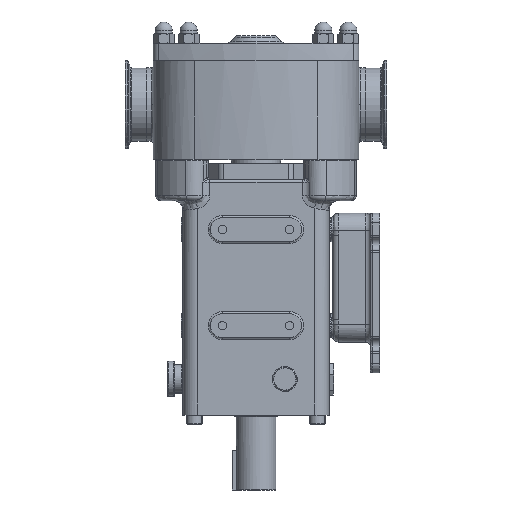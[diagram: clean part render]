
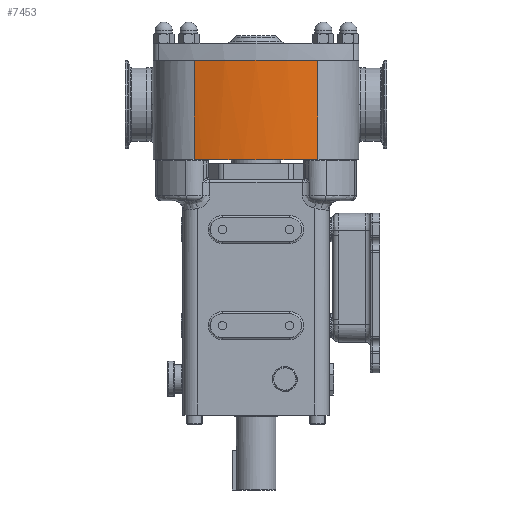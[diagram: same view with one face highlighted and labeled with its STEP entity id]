
A CAD part, left-side view. The second image highlights one B-rep face of the part: STEP entity #7453.
In plain terms, the highlighted cylindrical face has radius 231 mm (diameter 462 mm), a partial arc.
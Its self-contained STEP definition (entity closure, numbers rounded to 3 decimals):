
#228 = CARTESIAN_POINT ( 'NONE',  ( -140.823, 64.465, -57. ) ) ;
#353 = ORIENTED_EDGE ( 'NONE', *, *, #7651, .T. ) ;
#591 = AXIS2_PLACEMENT_3D ( 'NONE', #7431, #6020, #23696 ) ;
#902 = VECTOR ( 'NONE', #10897, 1000. ) ;
#1329 = AXIS2_PLACEMENT_3D ( 'NONE', #1345, #29064, #13378 ) ;
#1345 = CARTESIAN_POINT ( 'NONE',  ( 81., 0., -57.5 ) ) ;
#1369 = VECTOR ( 'NONE', #4771, 1000. ) ;
#1880 = CARTESIAN_POINT ( 'NONE',  ( -146.711, 38.841, -138.253 ) ) ;
#2246 = ORIENTED_EDGE ( 'NONE', *, *, #8296, .T. ) ;
#3832 = CARTESIAN_POINT ( 'NONE',  ( -146.711, 38.841, -57. ) ) ;
#4520 = AXIS2_PLACEMENT_3D ( 'NONE', #19298, #17485, #12336 ) ;
#4746 = CARTESIAN_POINT ( 'NONE',  ( -140.823, -64.465, -57. ) ) ;
#4771 = DIRECTION ( 'NONE',  ( 0., 0., 1. ) ) ;
#6020 = DIRECTION ( 'NONE',  ( 0., 0., 1. ) ) ;
#6168 = VERTEX_POINT ( 'NONE', #21113 ) ;
#6253 = LINE ( 'NONE', #1880, #902 ) ;
#7431 = CARTESIAN_POINT ( 'NONE',  ( 81., 0., -57. ) ) ;
#7453 = ADVANCED_FACE ( 'NONE', ( #28843 ), #10893, .T. ) ;
#7651 = EDGE_CURVE ( 'NONE', #15840, #20566, #27058, .T. ) ;
#8252 = ORIENTED_EDGE ( 'NONE', *, *, #15565, .F. ) ;
#8296 = EDGE_CURVE ( 'NONE', #20566, #6168, #26645, .T. ) ;
#8982 = LINE ( 'NONE', #9807, #1369 ) ;
#9807 = CARTESIAN_POINT ( 'NONE',  ( -140.823, 64.465, -138.253 ) ) ;
#10095 = DIRECTION ( 'NONE',  ( 0., -1., 0. ) ) ;
#10402 = CARTESIAN_POINT ( 'NONE',  ( 81., 0., -57. ) ) ;
#10893 = CYLINDRICAL_SURFACE ( 'NONE', #28009, 231. ) ;
#10897 = DIRECTION ( 'NONE',  ( 0., 0., -1. ) ) ;
#12336 = DIRECTION ( 'NONE',  ( -1., 0., 0. ) ) ;
#12409 = VERTEX_POINT ( 'NONE', #25071 ) ;
#12633 = CIRCLE ( 'NONE', #4520, 231. ) ;
#12658 = VECTOR ( 'NONE', #27266, 1000. ) ;
#13037 = CARTESIAN_POINT ( 'NONE',  ( -140.823, -64.465, -138.253 ) ) ;
#13378 = DIRECTION ( 'NONE',  ( 0., -1., 0. ) ) ;
#14003 = VERTEX_POINT ( 'NONE', #3832 ) ;
#15565 = EDGE_CURVE ( 'NONE', #20725, #19068, #23469, .T. ) ;
#15840 = VERTEX_POINT ( 'NONE', #25886 ) ;
#16153 = EDGE_CURVE ( 'NONE', #20299, #12409, #8982, .T. ) ;
#17485 = DIRECTION ( 'NONE',  ( 0., 0., -1. ) ) ;
#17549 = DIRECTION ( 'NONE',  ( 0., 0., 1. ) ) ;
#19068 = VERTEX_POINT ( 'NONE', #27516 ) ;
#19298 = CARTESIAN_POINT ( 'NONE',  ( 81., 0., 46. ) ) ;
#19619 = DIRECTION ( 'NONE',  ( 0., 0., 1. ) ) ;
#19717 = CARTESIAN_POINT ( 'NONE',  ( -146.711, -38.841, -138.253 ) ) ;
#20108 = CARTESIAN_POINT ( 'NONE',  ( 81., 0., -138.253 ) ) ;
#20299 = VERTEX_POINT ( 'NONE', #228 ) ;
#20566 = VERTEX_POINT ( 'NONE', #4746 ) ;
#20725 = VERTEX_POINT ( 'NONE', #29269 ) ;
#20993 = EDGE_CURVE ( 'NONE', #6168, #12409, #12633, .T. ) ;
#21113 = CARTESIAN_POINT ( 'NONE',  ( -140.823, -64.465, 46. ) ) ;
#22249 = DIRECTION ( 'NONE',  ( 0., 0., 1. ) ) ;
#22278 = VECTOR ( 'NONE', #22249, 1000. ) ;
#23328 = EDGE_CURVE ( 'NONE', #20299, #14003, #24090, .T. ) ;
#23336 = ORIENTED_EDGE ( 'NONE', *, *, #26717, .T. ) ;
#23434 = ORIENTED_EDGE ( 'NONE', *, *, #20993, .T. ) ;
#23469 = CIRCLE ( 'NONE', #1329, 231. ) ;
#23696 = DIRECTION ( 'NONE',  ( 0., -1., 0. ) ) ;
#24090 = CIRCLE ( 'NONE', #27955, 231. ) ;
#24189 = ORIENTED_EDGE ( 'NONE', *, *, #23328, .T. ) ;
#24995 = LINE ( 'NONE', #19717, #12658 ) ;
#25071 = CARTESIAN_POINT ( 'NONE',  ( -140.823, 64.465, 46. ) ) ;
#25886 = CARTESIAN_POINT ( 'NONE',  ( -146.711, -38.841, -57. ) ) ;
#26645 = LINE ( 'NONE', #13037, #22278 ) ;
#26717 = EDGE_CURVE ( 'NONE', #20725, #15840, #24995, .T. ) ;
#26753 = DIRECTION ( 'NONE',  ( 0., 1., 0. ) ) ;
#27058 = CIRCLE ( 'NONE', #591, 231. ) ;
#27266 = DIRECTION ( 'NONE',  ( 0., 0., 1. ) ) ;
#27323 = ORIENTED_EDGE ( 'NONE', *, *, #28041, .T. ) ;
#27516 = CARTESIAN_POINT ( 'NONE',  ( -146.711, 38.841, -57.5 ) ) ;
#27955 = AXIS2_PLACEMENT_3D ( 'NONE', #10402, #19619, #10095 ) ;
#28009 = AXIS2_PLACEMENT_3D ( 'NONE', #20108, #17549, #26753 ) ;
#28041 = EDGE_CURVE ( 'NONE', #14003, #19068, #6253, .T. ) ;
#28109 = EDGE_LOOP ( 'NONE', ( #23434, #28510, #24189, #27323, #8252, #23336, #353, #2246 ) ) ;
#28510 = ORIENTED_EDGE ( 'NONE', *, *, #16153, .F. ) ;
#28843 = FACE_OUTER_BOUND ( 'NONE', #28109, .T. ) ;
#29064 = DIRECTION ( 'NONE',  ( 0., 0., -1. ) ) ;
#29269 = CARTESIAN_POINT ( 'NONE',  ( -146.711, -38.841, -57.5 ) ) ;
